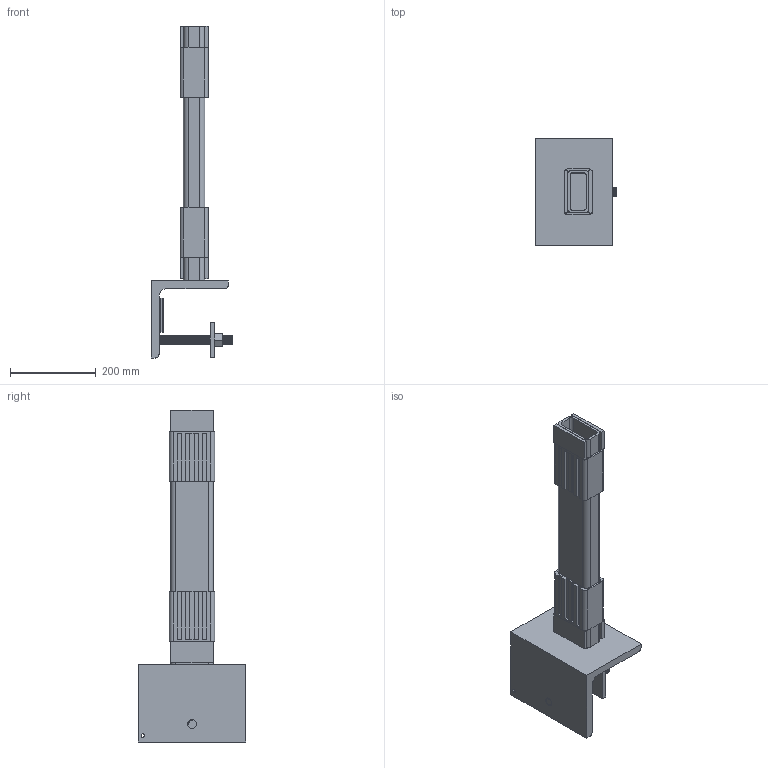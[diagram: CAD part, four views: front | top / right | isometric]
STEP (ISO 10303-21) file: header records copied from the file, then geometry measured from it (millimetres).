
FILE_DESCRIPTION(/* description */ (''),/* implementation_level */ '2;1');
FILE_NAME(/* name */ 'BWC 55 light-2-V-N komplett innerrør m vinkel m negativ last.stp',/* time_stamp */ '2019-02-22T13:12:30+01:00',/* author */ ('Bruker'),/* organization */ (''),/* preprocessor_version */ 'ST-DEVELOPER v17',/* originating_system */ 'Autodesk Inventor 2018',/* authorisation */ '');
FILE_SCHEMA (('AUTOMOTIVE_DESIGN { 1 0 10303 214 3 1 1 }'));
Length unit declared in the file: millimetre
Products named in the file (10): BWC 55 light-2-V-N komplett innerrør m vinkel m negativ last; BWC 40-740-2-V-N Vinkel negativ last; BWC 40-740-2-V-5 Stålshims; BWC 40-740-2-V-6 Naturgummi shims; BWC 55 light-2-V-1 Innerrør til vinkel; Threaded rod M20; 100 x 50 x 8 rød stålplatte; BWC Dempeboks 116,5  toppende; Skive2; ANSI B 18.2.4.1 M - M20 x 2,5
Assembly tree (14 placements, depth 2):
  BWC 55 light-2-V-N komplett innerrør m vinkel m negativ last
    BWC 40-740-2-V-N Vinkel negativ last
    BWC 40-740-2-V-5 Stålshims
    BWC 40-740-2-V-6 Naturgummi shims  x2
    BWC 55 light-2-V-1 Innerrør til vinkel
    Threaded rod M20
    100 x 50 x 8 rød stålplatte  x4
    BWC Dempeboks 116,5  toppende  x2
    Skive2
    ANSI B 18.2.4.1 M - M20 x 2,5
Bounding box: 190 x 250 x 775 mm (x, y, z)
Volume: 3279000.8 mm3; surface area: 863923.8 mm2
Topology: 14 solids, 14 shells, 282 faces, 748 edges, 494 vertices
Faces by surface type: plane 161, cylinder 105, cone 14, bspline 2
Full cylindrical faces by diameter (mm): 8 x1, 10 x1, 17.294 x1, 20 x71, 22 x2
Entity records: 15593 total; most frequent: CARTESIAN_POINT 10225, ORIENTED_EDGE 1114, DIRECTION 921, EDGE_CURVE 557, VERTEX_POINT 366, LINE 319, VECTOR 319, AXIS2_PLACEMENT_3D 301
